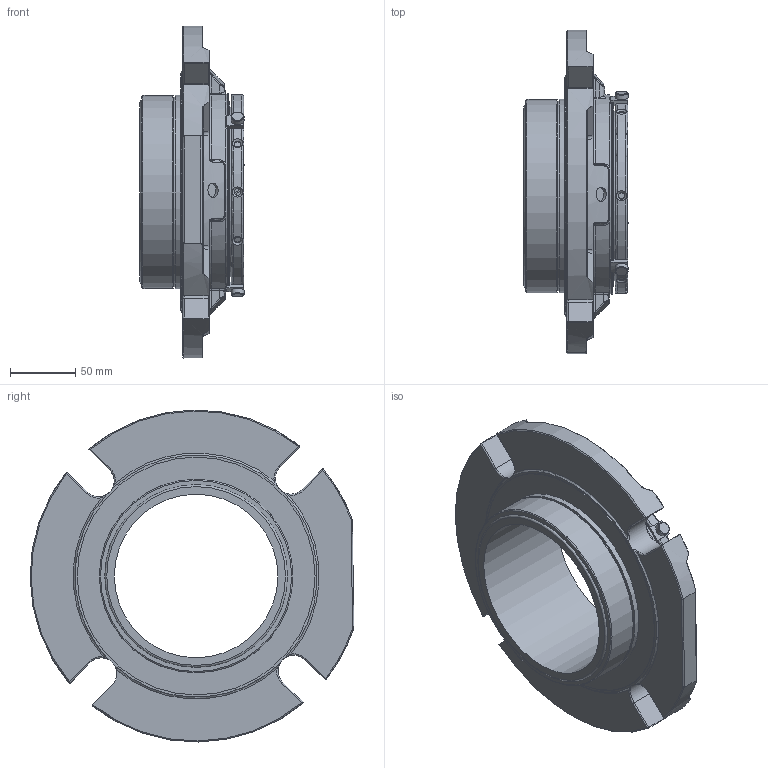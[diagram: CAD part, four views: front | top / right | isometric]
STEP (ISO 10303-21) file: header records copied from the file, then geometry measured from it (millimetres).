
FILE_DESCRIPTION(/* description */ ('Unknown'),/* implementation_level */ '2;1');
FILE_NAME(/* name */ '125mm',/* time_stamp */ '2023-02-14T14:16:05+00:00',/* author */ ('Unknown'),/* organization */ ('Unknown'),/* preprocessor_version */ 'ST-DEVELOPER v16.7',/* originating_system */ 'Solid Edge',/* authorisation */ 'Unknown');
FILE_SCHEMA (('AUTOMOTIVE_DESIGN {1 0 10303 214 3 1 1}'));
Length unit declared in the file: millimetre
Products named in the file (1): 125mm
Bounding box: 79.63 x 247.43 x 253.72 mm (x, y, z)
Volume: 974090.2 mm3; surface area: 157658.5 mm2
Topology: 1 solids, 1 shells, 648 faces, 1692 edges, 1061 vertices
Faces by surface type: plane 226, cylinder 166, bspline 98, torus 83, sphere 39, cone 36
Full cylindrical faces by diameter (mm): 3.761 x1, 5 x8, 6 x3, 10 x3, 10.998 x3, 124.993 x1, 130.15 x1, 138.1 x1, 139.675 x1, 144.755 x1, 147.625 x1, 147.955 x1, 149.174 x1, 150.698 x1, 181.737 x1
Entity records: 27172 total; most frequent: CARTESIAN_POINT 8049, ORIENTED_EDGE 3162, DIRECTION 2804, EDGE_CURVE 1581, AXIS2_PLACEMENT_3D 1130, VERTEX_POINT 1014, EDGE_LOOP 759, FACE_BOUND 759
